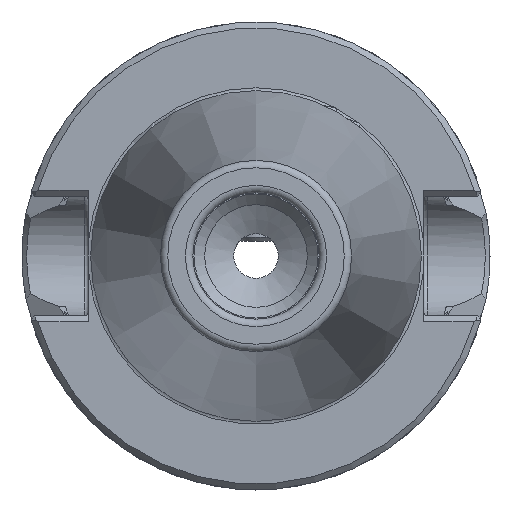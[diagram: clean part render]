
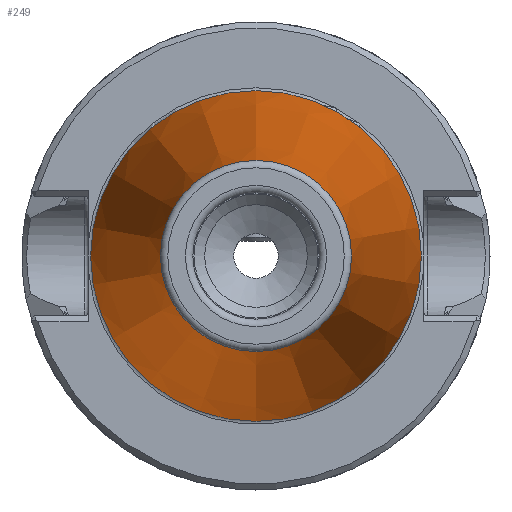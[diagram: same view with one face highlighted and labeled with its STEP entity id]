
A CAD part, left-side view. The second image highlights one B-rep face of the part: STEP entity #249.
In plain terms, the highlighted conical face has half-angle 8.297 degrees and reference radius 12.871 mm.
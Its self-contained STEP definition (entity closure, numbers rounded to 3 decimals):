
#249 = ADVANCED_FACE( '', ( #549, #550 ), #551, .T. );
#549 = FACE_OUTER_BOUND( '', #911, .T. );
#550 = FACE_BOUND( '', #912, .T. );
#551 = CONICAL_SURFACE( '', #913, 12.871, 0.145 );
#911 = EDGE_LOOP( '', ( #1576 ) );
#912 = EDGE_LOOP( '', ( #1577 ) );
#913 = AXIS2_PLACEMENT_3D( '', #1578, #1579, #1580 );
#1576 = ORIENTED_EDGE( '', *, *, #2162, .T. );
#1577 = ORIENTED_EDGE( '', *, *, #2163, .F. );
#1578 = CARTESIAN_POINT( '', ( -64.544, 0., 0. ) );
#1579 = DIRECTION( '', ( 1., 0., 0. ) );
#1580 = DIRECTION( '', ( 0., 0., -1. ) );
#2162 = EDGE_CURVE( '', #2621, #2621, #2622, .T. );
#2163 = EDGE_CURVE( '', #2623, #2623, #2624, .T. );
#2621 = VERTEX_POINT( '', #3538 );
#2622 = CIRCLE( '', #3539, 22.268 );
#2623 = VERTEX_POINT( '', #3540 );
#2624 = CIRCLE( '', #3541, 12.871 );
#3538 = CARTESIAN_POINT( '', ( -0.106, 0., 22.268 ) );
#3539 = AXIS2_PLACEMENT_3D( '', #4008, #4009, #4010 );
#3540 = CARTESIAN_POINT( '', ( -64.544, 0., 12.871 ) );
#3541 = AXIS2_PLACEMENT_3D( '', #4011, #4012, #4013 );
#4008 = CARTESIAN_POINT( '', ( -0.106, 0., 0. ) );
#4009 = DIRECTION( '', ( -1., 0., 0. ) );
#4010 = DIRECTION( '', ( 0., 0., 1. ) );
#4011 = CARTESIAN_POINT( '', ( -64.544, 0., 0. ) );
#4012 = DIRECTION( '', ( -1., 0., 0. ) );
#4013 = DIRECTION( '', ( 0., 0., 1. ) );
